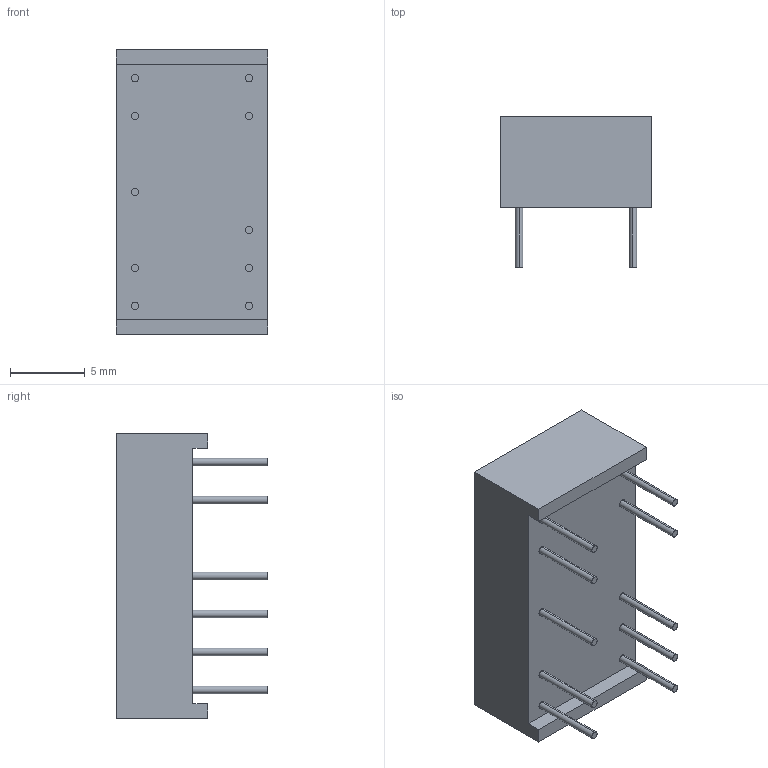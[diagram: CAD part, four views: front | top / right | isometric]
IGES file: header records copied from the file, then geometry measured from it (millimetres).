
Start section: SolidWorks IGES file using analytic representation for surfaces
Global section: file name: SC03-12.IGS; native system: SolidWorks 2008; preprocessor: SolidWorks 2008; author: evant; date: 080907.092810; units: millimetre
Bounding box: 10.16 x 10.1 x 19.06 mm (x, y, z)
Surface area: 811.7 mm2 (no closed solid volume)
Topology: 0 solids, 0 shells, 364 faces, 3339 edges, 4284 vertices
Faces by surface type: bspline 340, revolution 24
